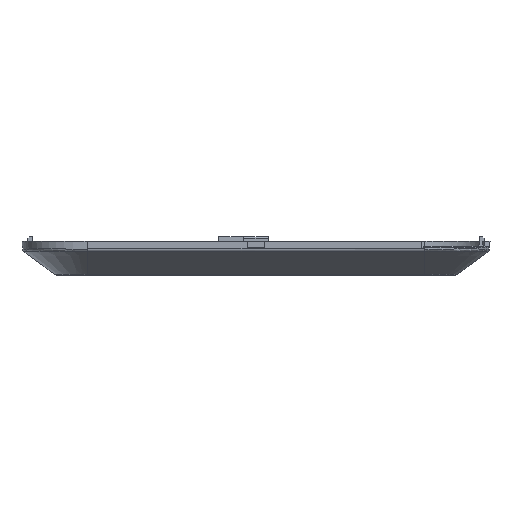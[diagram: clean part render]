
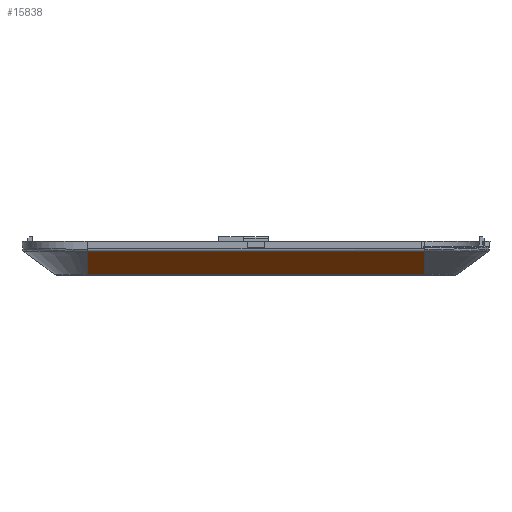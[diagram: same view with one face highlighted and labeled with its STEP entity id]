
A CAD part, front view. The second image highlights one B-rep face of the part: STEP entity #15838.
In plain terms, the highlighted planar face has unit normal (0, -0.564, -0.826).
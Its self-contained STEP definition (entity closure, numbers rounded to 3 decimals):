
#14849 = VERTEX_POINT('',#14850);
#14850 = CARTESIAN_POINT('',(-27.,-77.595,-3.382));
#14990 = VERTEX_POINT('',#14991);
#14991 = CARTESIAN_POINT('',(-26.95,-77.595,
    -3.382));
#15000 = EDGE_CURVE('',#14849,#14990,#15001,.T.);
#15001 = LINE('',#15002,#15003);
#15002 = CARTESIAN_POINT('',(-27.,-77.595,-3.382));
#15003 = VECTOR('',#15004,1.);
#15004 = DIRECTION('',(1.,-0.003,
    0.002));
#15053 = VERTEX_POINT('',#15054);
#15054 = CARTESIAN_POINT('',(26.962,-77.595,
    -3.382));
#15063 = EDGE_CURVE('',#15053,#14990,#15064,.T.);
#15064 = LINE('',#15065,#15066);
#15065 = CARTESIAN_POINT('',(26.962,-77.595,
    -3.382));
#15066 = VECTOR('',#15067,1.);
#15067 = DIRECTION('',(-1.,0.,0.));
#15078 = VERTEX_POINT('',#15079);
#15079 = CARTESIAN_POINT('',(27.,-77.595,
    -3.382));
#15088 = EDGE_CURVE('',#15053,#15078,#15089,.T.);
#15089 = LINE('',#15090,#15091);
#15090 = CARTESIAN_POINT('',(26.962,-77.595,
    -3.382));
#15091 = VECTOR('',#15092,1.);
#15092 = DIRECTION('',(1.,0.002,
    -0.002));
#15308 = EDGE_CURVE('',#15078,#15309,#15311,.T.);
#15309 = VERTEX_POINT('',#15310);
#15310 = CARTESIAN_POINT('',(27.,-72.188,-7.071));
#15311 = LINE('',#15312,#15313);
#15312 = CARTESIAN_POINT('',(27.,-77.862,-3.2));
#15313 = VECTOR('',#15314,1.);
#15314 = DIRECTION('',(0.,0.826,-0.564));
#15748 = VERTEX_POINT('',#15749);
#15749 = CARTESIAN_POINT('',(-27.,-72.188,-7.071));
#15760 = EDGE_CURVE('',#14849,#15748,#15761,.T.);
#15761 = LINE('',#15762,#15763);
#15762 = CARTESIAN_POINT('',(-27.,-77.862,-3.2));
#15763 = VECTOR('',#15764,1.);
#15764 = DIRECTION('',(0.,0.826,-0.564));
#15838 = ADVANCED_FACE('',(#15839),#15852,.T.);
#15839 = FACE_BOUND('',#15840,.T.);
#15840 = EDGE_LOOP('',(#15841,#15842,#15843,#15844,#15845,#15846));
#15841 = ORIENTED_EDGE('',*,*,#15308,.F.);
#15842 = ORIENTED_EDGE('',*,*,#15088,.F.);
#15843 = ORIENTED_EDGE('',*,*,#15063,.T.);
#15844 = ORIENTED_EDGE('',*,*,#15000,.F.);
#15845 = ORIENTED_EDGE('',*,*,#15760,.T.);
#15846 = ORIENTED_EDGE('',*,*,#15847,.F.);
#15847 = EDGE_CURVE('',#15309,#15748,#15848,.T.);
#15848 = LINE('',#15849,#15850);
#15849 = CARTESIAN_POINT('',(27.,-72.188,-7.071));
#15850 = VECTOR('',#15851,1.);
#15851 = DIRECTION('',(-1.,0.,0.));
#15852 = PLANE('',#15853);
#15853 = AXIS2_PLACEMENT_3D('',#15854,#15855,#15856);
#15854 = CARTESIAN_POINT('',(0.,-77.862,-3.2));
#15855 = DIRECTION('',(0.,-0.564,-0.826));
#15856 = DIRECTION('',(0.,0.826,-0.564));
